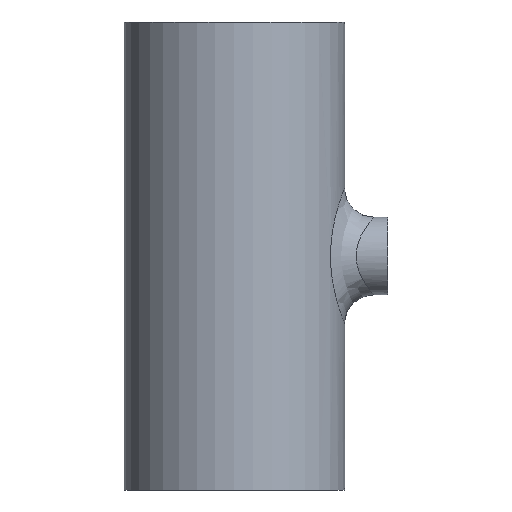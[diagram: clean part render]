
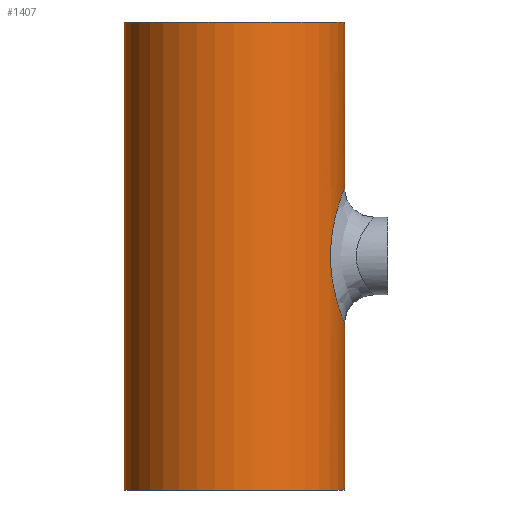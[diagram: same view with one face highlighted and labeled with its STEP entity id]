
A CAD part, front view. The second image highlights one B-rep face of the part: STEP entity #1407.
In plain terms, the highlighted cylindrical face has radius 30.15 mm (diameter 60.3 mm), a partial arc.
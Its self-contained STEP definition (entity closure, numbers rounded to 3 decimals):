
#6 = CARTESIAN_POINT ( 'NONE',  ( 26.303, -14.738, 1.144 ) ) ;
#10 = CYLINDRICAL_SURFACE ( 'NONE', #214, 30.15 ) ;
#12 = CARTESIAN_POINT ( 'NONE',  ( 28.694, -9.265, 14.518 ) ) ;
#48 = CARTESIAN_POINT ( 'NONE',  ( 30.15, 0., 64. ) ) ;
#91 = EDGE_CURVE ( 'NONE', #1445, #1136, #1352, .T. ) ;
#94 = CARTESIAN_POINT ( 'NONE',  ( 26.355, -14.644, -2.188 ) ) ;
#104 = CARTESIAN_POINT ( 'NONE',  ( 27.956, -11.297, 11.994 ) ) ;
#113 = CARTESIAN_POINT ( 'NONE',  ( 27.488, -12.389, 10.12 ) ) ;
#121 = CARTESIAN_POINT ( 'NONE',  ( 27.157, -13.098, -8.572 ) ) ;
#129 = CARTESIAN_POINT ( 'NONE',  ( 27.163, -13.093, 8.641 ) ) ;
#135 = DIRECTION ( 'NONE',  ( -1., 0., 0. ) ) ;
#151 = ORIENTED_EDGE ( 'NONE', *, *, #91, .T. ) ;
#155 = CARTESIAN_POINT ( 'NONE',  ( 30.15, -0.073, -18.65 ) ) ;
#156 = VERTEX_POINT ( 'NONE', #751 ) ;
#170 = DIRECTION ( 'NONE',  ( 0., 0., -1. ) ) ;
#179 = CARTESIAN_POINT ( 'NONE',  ( 30.131, -1.193, -18.602 ) ) ;
#193 = CARTESIAN_POINT ( 'NONE',  ( 29.672, -5.429, -17.388 ) ) ;
#214 = AXIS2_PLACEMENT_3D ( 'NONE', #989, #515, #135 ) ;
#216 = CARTESIAN_POINT ( 'NONE',  ( 26.348, -14.658, 2.246 ) ) ;
#228 = CARTESIAN_POINT ( 'NONE',  ( 30.028, -2.766, 18.331 ) ) ;
#236 = CARTESIAN_POINT ( 'NONE',  ( 28.199, -10.675, 12.874 ) ) ;
#237 = CARTESIAN_POINT ( 'NONE',  ( -30.15, 0., 64. ) ) ;
#252 = CARTESIAN_POINT ( 'NONE',  ( 26.97, -13.481, 7.622 ) ) ;
#253 = ORIENTED_EDGE ( 'NONE', *, *, #859, .T. ) ;
#321 = AXIS2_PLACEMENT_3D ( 'NONE', #665, #1082, #1035 ) ;
#333 = EDGE_CURVE ( 'NONE', #1498, #404, #394, .T. ) ;
#339 = CARTESIAN_POINT ( 'NONE',  ( 29.422, -6.592, -16.684 ) ) ;
#375 = CARTESIAN_POINT ( 'NONE',  ( 27.579, -12.193, -10.54 ) ) ;
#377 = AXIS2_PLACEMENT_3D ( 'NONE', #423, #1377, #885 ) ;
#379 = VECTOR ( 'NONE', #170, 1000. ) ;
#386 = B_SPLINE_CURVE_WITH_KNOTS ( 'NONE', 3,
 ( #686, #801, #179, #1162, #1540, #1299, #193, #339, #927, #1425, #1434, #832, #719, #843, #1469, #1088, #375, #983, #121, #1325, #1334, #492, #1453, #1207, #94, #848, #1579, #6, #216, #1231, #486, #252, #129, #113, #1342, #1561, #104, #236, #609, #473, #12, #1110, #1224, #728, #622, #1215, #614, #228, #602, #1572, #976, #1098 ),
 .UNSPECIFIED., .F., .F.,
 ( 4, 2, 2, 2, 2, 2, 2, 2, 2, 2, 2, 2, 2, 2, 2, 2, 2, 2, 2, 2, 2, 2, 2, 2, 2, 4 ),
 ( 0.054, 0.056, 0.057, 0.061, 0.062, 0.062, 0.064, 0.068, 0.071, 0.073, 0.074, 0.078, 0.079, 0.081, 0.084, 0.088, 0.091, 0.093, 0.094, 0.096, 0.098, 0.101, 0.103, 0.105, 0.106, 0.108 ),
 .UNSPECIFIED. ) ;
#394 = LINE ( 'NONE', #1108, #782 ) ;
#404 = VERTEX_POINT ( 'NONE', #1483 ) ;
#413 = ORIENTED_EDGE ( 'NONE', *, *, #333, .F. ) ;
#418 = LINE ( 'NONE', #48, #582 ) ;
#423 = CARTESIAN_POINT ( 'NONE',  ( 0., 0., -64. ) ) ;
#461 = EDGE_CURVE ( 'NONE', #156, #1003, #1399, .T. ) ;
#473 = CARTESIAN_POINT ( 'NONE',  ( 28.57, -9.64, 14.121 ) ) ;
#482 = ORIENTED_EDGE ( 'NONE', *, *, #461, .T. ) ;
#486 = CARTESIAN_POINT ( 'NONE',  ( 26.649, -14.107, 5.52 ) ) ;
#492 = CARTESIAN_POINT ( 'NONE',  ( 26.639, -14.125, -5.443 ) ) ;
#496 = EDGE_CURVE ( 'NONE', #1435, #1498, #987, .T. ) ;
#515 = DIRECTION ( 'NONE',  ( 0., 0., -1. ) ) ;
#537 = CARTESIAN_POINT ( 'NONE',  ( 30.15, -0.073, -18.65 ) ) ;
#582 = VECTOR ( 'NONE', #1521, 1000. ) ;
#602 = CARTESIAN_POINT ( 'NONE',  ( 30.073, -2.227, 18.449 ) ) ;
#609 = CARTESIAN_POINT ( 'NONE',  ( 28.322, -10.344, 13.299 ) ) ;
#614 = CARTESIAN_POINT ( 'NONE',  ( 29.911, -3.824, 18.024 ) ) ;
#620 = FACE_OUTER_BOUND ( 'NONE', #1474, .T. ) ;
#622 = CARTESIAN_POINT ( 'NONE',  ( 29.675, -5.358, 17.387 ) ) ;
#658 = EDGE_CURVE ( 'NONE', #1435, #1445, #1202, .T. ) ;
#665 = CARTESIAN_POINT ( 'NONE',  ( 0., 0., 64. ) ) ;
#686 = CARTESIAN_POINT ( 'NONE',  ( 30.15, -0.073, -18.65 ) ) ;
#693 = ORIENTED_EDGE ( 'NONE', *, *, #1036, .F. ) ;
#719 = CARTESIAN_POINT ( 'NONE',  ( 28.916, -8.546, -15.207 ) ) ;
#728 = CARTESIAN_POINT ( 'NONE',  ( 29.582, -5.843, 17.135 ) ) ;
#729 = CARTESIAN_POINT ( 'NONE',  ( 30.15, 0., 64. ) ) ;
#733 = CARTESIAN_POINT ( 'NONE',  ( 30.15, 0., -64. ) ) ;
#751 = CARTESIAN_POINT ( 'NONE',  ( 30.15, 0., -18.65 ) ) ;
#762 = CARTESIAN_POINT ( 'NONE',  ( 30.15, -0.037, -18.65 ) ) ;
#782 = VECTOR ( 'NONE', #863, 1000. ) ;
#801 = CARTESIAN_POINT ( 'NONE',  ( 30.149, -0.63, -18.646 ) ) ;
#832 = CARTESIAN_POINT ( 'NONE',  ( 29.034, -8.138, -15.562 ) ) ;
#843 = CARTESIAN_POINT ( 'NONE',  ( 28.555, -9.71, -14.085 ) ) ;
#848 = CARTESIAN_POINT ( 'NONE',  ( 26.312, -14.721, -1.083 ) ) ;
#859 = EDGE_CURVE ( 'NONE', #1003, #404, #386, .T. ) ;
#863 = DIRECTION ( 'NONE',  ( 0., 0., -1. ) ) ;
#880 = CARTESIAN_POINT ( 'NONE',  ( 30.15, 0., -18.65 ) ) ;
#885 = DIRECTION ( 'NONE',  ( 1., 0., 0. ) ) ;
#927 = CARTESIAN_POINT ( 'NONE',  ( 29.369, -6.82, -16.536 ) ) ;
#942 = ORIENTED_EDGE ( 'NONE', *, *, #658, .T. ) ;
#976 = CARTESIAN_POINT ( 'NONE',  ( 30.15, -0.562, 18.65 ) ) ;
#983 = CARTESIAN_POINT ( 'NONE',  ( 27.259, -12.886, -9.072 ) ) ;
#987 = CIRCLE ( 'NONE', #321, 30.15 ) ;
#989 = CARTESIAN_POINT ( 'NONE',  ( 0., 0., 64. ) ) ;
#1003 = VERTEX_POINT ( 'NONE', #537 ) ;
#1035 = DIRECTION ( 'NONE',  ( 1., 0., 0. ) ) ;
#1036 = EDGE_CURVE ( 'NONE', #156, #1136, #418, .T. ) ;
#1051 = CARTESIAN_POINT ( 'NONE',  ( -30.15, 0., 64. ) ) ;
#1082 = DIRECTION ( 'NONE',  ( 0., 0., 1. ) ) ;
#1088 = CARTESIAN_POINT ( 'NONE',  ( 27.814, -11.656, -11.477 ) ) ;
#1098 = CARTESIAN_POINT ( 'NONE',  ( 30.15, 0., 18.65 ) ) ;
#1108 = CARTESIAN_POINT ( 'NONE',  ( 30.15, 0., 64. ) ) ;
#1110 = CARTESIAN_POINT ( 'NONE',  ( 29.056, -8.088, 15.641 ) ) ;
#1136 = VERTEX_POINT ( 'NONE', #733 ) ;
#1162 = CARTESIAN_POINT ( 'NONE',  ( 30.067, -2.301, -18.435 ) ) ;
#1202 = LINE ( 'NONE', #1051, #379 ) ;
#1207 = CARTESIAN_POINT ( 'NONE',  ( 26.387, -14.586, -2.737 ) ) ;
#1209 = CARTESIAN_POINT ( 'NONE',  ( -30.15, 0., -64. ) ) ;
#1215 = CARTESIAN_POINT ( 'NONE',  ( 29.84, -4.343, 17.835 ) ) ;
#1224 = CARTESIAN_POINT ( 'NONE',  ( 29.284, -7.237, 16.299 ) ) ;
#1231 = CARTESIAN_POINT ( 'NONE',  ( 26.52, -14.344, 4.431 ) ) ;
#1259 = CARTESIAN_POINT ( 'NONE',  ( 30.15, -0.061, -18.65 ) ) ;
#1299 = CARTESIAN_POINT ( 'NONE',  ( 29.84, -4.44, -17.837 ) ) ;
#1325 = CARTESIAN_POINT ( 'NONE',  ( 26.967, -13.485, -7.551 ) ) ;
#1334 = CARTESIAN_POINT ( 'NONE',  ( 26.879, -13.66, -7.027 ) ) ;
#1342 = CARTESIAN_POINT ( 'NONE',  ( 27.602, -12.134, 10.604 ) ) ;
#1352 = CIRCLE ( 'NONE', #377, 30.15 ) ;
#1375 = ORIENTED_EDGE ( 'NONE', *, *, #496, .F. ) ;
#1377 = DIRECTION ( 'NONE',  ( 0., 0., 1. ) ) ;
#1381 = CARTESIAN_POINT ( 'NONE',  ( 30.15, -0.012, -18.65 ) ) ;
#1399 = B_SPLINE_CURVE_WITH_KNOTS ( 'NONE', 3,
 ( #880, #1381, #762, #1259, #155 ),
 .UNSPECIFIED., .F., .F.,
 ( 4, 1, 4 ),
 ( 0.054, 0.054, 0.054 ),
 .UNSPECIFIED. ) ;
#1407 = ADVANCED_FACE ( 'NONE', ( #620 ), #10, .T. ) ;
#1425 = CARTESIAN_POINT ( 'NONE',  ( 29.261, -7.27, -16.226 ) ) ;
#1434 = CARTESIAN_POINT ( 'NONE',  ( 29.205, -7.492, -16.064 ) ) ;
#1435 = VERTEX_POINT ( 'NONE', #237 ) ;
#1445 = VERTEX_POINT ( 'NONE', #1209 ) ;
#1453 = CARTESIAN_POINT ( 'NONE',  ( 26.514, -14.355, -4.37 ) ) ;
#1469 = CARTESIAN_POINT ( 'NONE',  ( 28.305, -10.406, -13.262 ) ) ;
#1474 = EDGE_LOOP ( 'NONE', ( #413, #1375, #942, #151, #693, #482, #253 ) ) ;
#1483 = CARTESIAN_POINT ( 'NONE',  ( 30.15, 0., 18.65 ) ) ;
#1498 = VERTEX_POINT ( 'NONE', #729 ) ;
#1521 = DIRECTION ( 'NONE',  ( 0., 0., -1. ) ) ;
#1540 = CARTESIAN_POINT ( 'NONE',  ( 30.02, -2.85, -18.311 ) ) ;
#1561 = CARTESIAN_POINT ( 'NONE',  ( 27.836, -11.588, 11.54 ) ) ;
#1572 = CARTESIAN_POINT ( 'NONE',  ( 30.134, -1.124, 18.609 ) ) ;
#1579 = CARTESIAN_POINT ( 'NONE',  ( 26.301, -14.74, -0.524 ) ) ;
